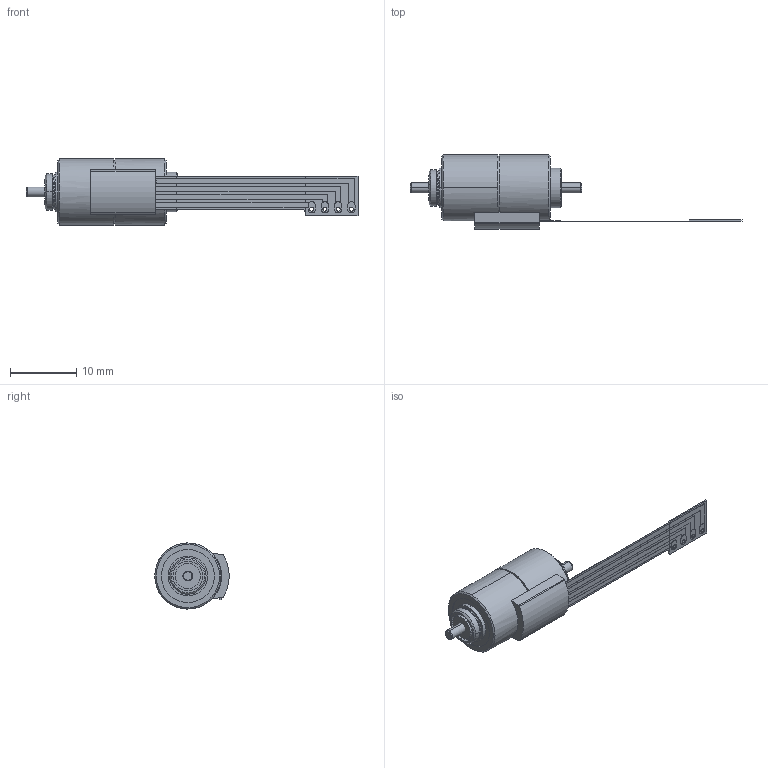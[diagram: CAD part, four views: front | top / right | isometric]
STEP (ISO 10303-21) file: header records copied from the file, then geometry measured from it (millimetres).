
FILE_DESCRIPTION((''),'2;1');
FILE_NAME('PH010_064_ASM','2019-12-30T',('sandip.dhanwate'),(''),'PRO/ENGINEER BY PARAMETRIC TECHNOLOGY CORPORATION, 2014310','PRO/ENGINEER BY PARAMETRIC TECHNOLOGY CORPORATION, 2014310','');
FILE_SCHEMA(('CONFIG_CONTROL_DESIGN'));
Length unit declared in the file: millimetre
Products named in the file (14): 2800010049_D_FAUT_1_1_1; 2281010004Z_D_FAUT_ASM_1_ASM_1__ASM; 2800010050_D_FAUT_1_1_1; 2271010004Z_D_FAUT_ASM_1_ASM_1__ASM; 2800010046_D_FAUT_1_1_1; 2800010070_D_FAUT_1_1_1; 2800010032_D_FAUT_1_1_1; 2800010068_VERSION_C_1_1_1; 2421010003Z_D_FAUT_ASM_1_ASM_1__ASM; ASM0003_ASM_1_ASM_1_ASM_1_ASM; 2011010010_ASM_1_ASM_1_ASM_1_ASM; P010_064_ASM_1_ASM_1_ASM; PH010_064_ASM_1_ASM; PH010_064_ASM
Assembly tree (13 placements, depth 7):
  PH010_064_ASM
    PH010_064_ASM_1_ASM
      P010_064_ASM_1_ASM_1_ASM
        2011010010_ASM_1_ASM_1_ASM_1_ASM
          ASM0003_ASM_1_ASM_1_ASM_1_ASM
            2281010004Z_D_FAUT_ASM_1_ASM_1__ASM
              2800010049_D_FAUT_1_1_1
            2271010004Z_D_FAUT_ASM_1_ASM_1__ASM
              2800010050_D_FAUT_1_1_1
            2800010046_D_FAUT_1_1_1
            2800010070_D_FAUT_1_1_1
            2800010032_D_FAUT_1_1_1
            2421010003Z_D_FAUT_ASM_1_ASM_1__ASM
              2800010068_VERSION_C_1_1_1
Bounding box: 50.2 x 11.25 x 10 mm (x, y, z)
Volume: 1544.3 mm3; surface area: 1674.7 mm2
Topology: 6 solids, 6 shells, 142 faces, 394 edges, 270 vertices
Faces by surface type: plane 70, cylinder 56, cone 12, torus 4
Entity records: 5136 total; most frequent: CARTESIAN_POINT 958, DIRECTION 910, ORIENTED_EDGE 788, EDGE_CURVE 394, AXIS2_PLACEMENT_3D 348, VERTEX_POINT 270, VECTOR 214, LINE 214
